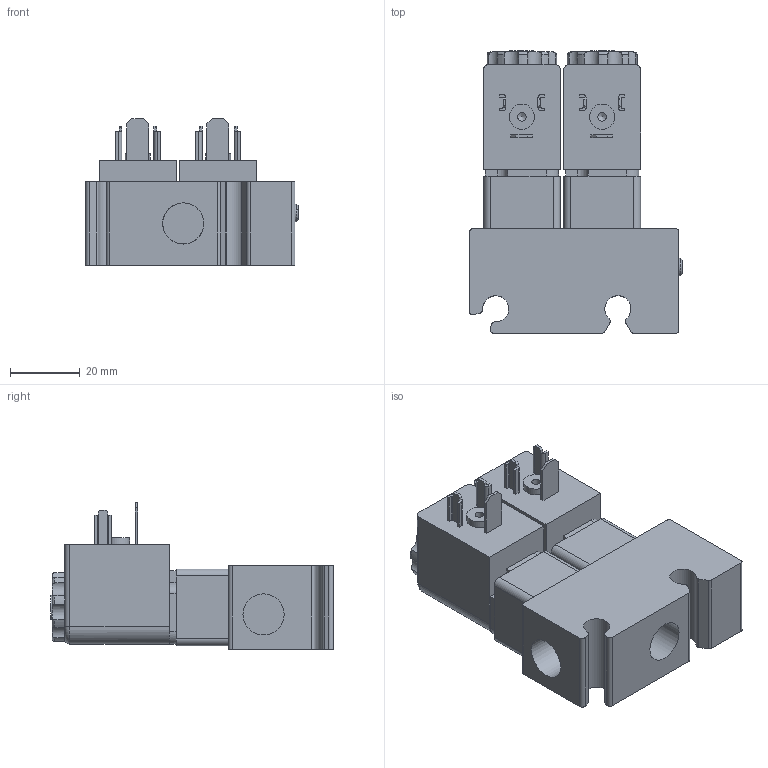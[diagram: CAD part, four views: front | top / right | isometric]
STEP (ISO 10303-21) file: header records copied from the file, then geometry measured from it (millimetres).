
FILE_DESCRIPTION((''),'2;1');
FILE_NAME('110 040 05.stp','2012-06-06T07:03:53',('HJ'),('AVAC Vacuumteknik AB'),'Autodesk Inventor 2012','Autodesk Inventor 2012','');
FILE_SCHEMA(('AUTOMOTIVE_DESIGN { 1 0 10303 214 1 1 1 1 }'));
Length unit declared in the file: millimetre
Products named in the file (1): 110 040 05
Bounding box: 61 x 81 x 42 mm (x, y, z)
Volume: 90244.3 mm3; surface area: 22000.3 mm2
Topology: 1 solids, 1 shells, 347 faces, 926 edges, 605 vertices
Faces by surface type: plane 180, cylinder 116, torus 30, cone 12, bspline 9
Full cylindrical faces by diameter (mm): 2.5 x2, 2.693 x2, 3 x2, 5 x1, 5.5 x6, 6.9 x2, 7.2 x2, 11.8 x3, 16 x2
Entity records: 11190 total; most frequent: CARTESIAN_POINT 2565, DIRECTION 1763, ORIENTED_EDGE 1748, EDGE_CURVE 874, AXIS2_PLACEMENT_3D 644, VERTEX_POINT 587, VECTOR 475, LINE 475
